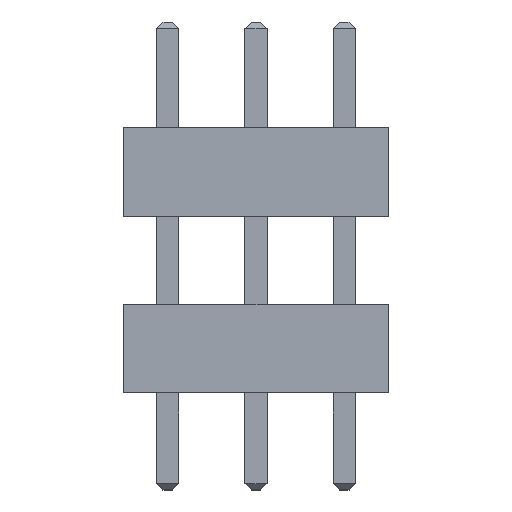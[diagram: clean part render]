
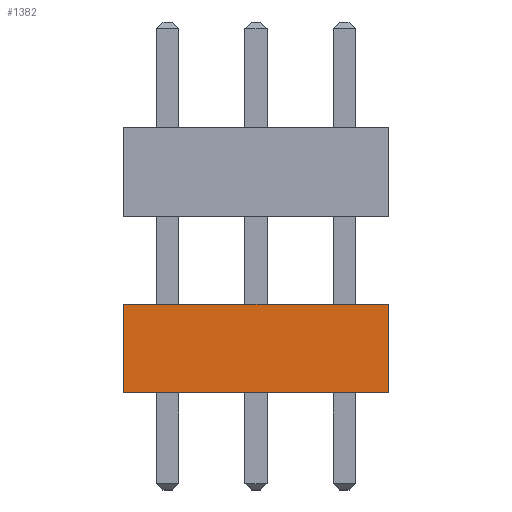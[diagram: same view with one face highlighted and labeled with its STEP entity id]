
A CAD part, top view. The second image highlights one B-rep face of the part: STEP entity #1382.
In plain terms, the highlighted planar face has unit normal (0, 0, 1).
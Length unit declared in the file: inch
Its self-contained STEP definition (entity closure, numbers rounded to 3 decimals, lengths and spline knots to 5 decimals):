
#462 = VERTEX_POINT ( 'NONE', #4488 ) ;
#494 = VERTEX_POINT ( 'NONE', #4520 ) ;
#510 = VERTEX_POINT ( 'NONE', #4536 ) ;
#531 = VERTEX_POINT ( 'NONE', #4557 ) ;
#987 = AXIS2_PLACEMENT_3D ( 'NONE', #7161, #7162, #7163 ) ;
#1382 = ADVANCED_FACE ( 'NONE', ( #2229 ), #7140, .F. ) ;
#1618 = ORIENTED_EDGE ( 'NONE', *, *, #8019, .F. ) ;
#1631 = ORIENTED_EDGE ( 'NONE', *, *, #7739, .T. ) ;
#1640 = EDGE_LOOP ( 'NONE', ( #1631, #1651, #1618, #1646 ) ) ;
#1646 = ORIENTED_EDGE ( 'NONE', *, *, #7939, .T. ) ;
#1651 = ORIENTED_EDGE ( 'NONE', *, *, #8000, .F. ) ;
#2229 = FACE_OUTER_BOUND ( 'NONE', #1640, .T. ) ;
#2813 = CARTESIAN_POINT ( 'NONE',  ( -0.15, 0., 0.1 ) ) ;
#2840 = DIRECTION ( 'NONE',  ( 1., 0., 0. ) ) ;
#3040 = CARTESIAN_POINT ( 'NONE',  ( -0.15, 0.1, 0.1 ) ) ;
#3051 = DIRECTION ( 'NONE',  ( 0., -1., 0. ) ) ;
#3125 = CARTESIAN_POINT ( 'NONE',  ( -0.15, 0.1, 0.1 ) ) ;
#3142 = CARTESIAN_POINT ( 'NONE',  ( 0.15, 0.1, 0.1 ) ) ;
#3143 = DIRECTION ( 'NONE',  ( 0., -1., 0. ) ) ;
#3173 = DIRECTION ( 'NONE',  ( 1., 0., 0. ) ) ;
#3553 = LINE ( 'NONE', #2813, #3554 ) ;
#3554 = VECTOR ( 'NONE', #2840, 39.37008 ) ;
#3657 = LINE ( 'NONE', #3040, #3662 ) ;
#3662 = VECTOR ( 'NONE', #3051, 39.37008 ) ;
#3751 = LINE ( 'NONE', #3142, #3754 ) ;
#3754 = VECTOR ( 'NONE', #3143, 39.37008 ) ;
#3765 = LINE ( 'NONE', #3125, #3784 ) ;
#3784 = VECTOR ( 'NONE', #3173, 39.37008 ) ;
#4488 = CARTESIAN_POINT ( 'NONE',  ( -0.15, 0., 0.1 ) ) ;
#4520 = CARTESIAN_POINT ( 'NONE',  ( 0.15, 0.1, 0.1 ) ) ;
#4536 = CARTESIAN_POINT ( 'NONE',  ( -0.15, 0.1, 0.1 ) ) ;
#4557 = CARTESIAN_POINT ( 'NONE',  ( 0.15, 0., 0.1 ) ) ;
#7140 = PLANE ( 'NONE',  #987 ) ;
#7161 = CARTESIAN_POINT ( 'NONE',  ( -0.15, 0.1, 0.1 ) ) ;
#7162 = DIRECTION ( 'NONE',  ( 0., 0., -1. ) ) ;
#7163 = DIRECTION ( 'NONE',  ( -1., 0., 0. ) ) ;
#7739 = EDGE_CURVE ( 'NONE', #462, #531, #3553, .T. ) ;
#7939 = EDGE_CURVE ( 'NONE', #510, #462, #3657, .T. ) ;
#8000 = EDGE_CURVE ( 'NONE', #494, #531, #3751, .T. ) ;
#8019 = EDGE_CURVE ( 'NONE', #510, #494, #3765, .T. ) ;
